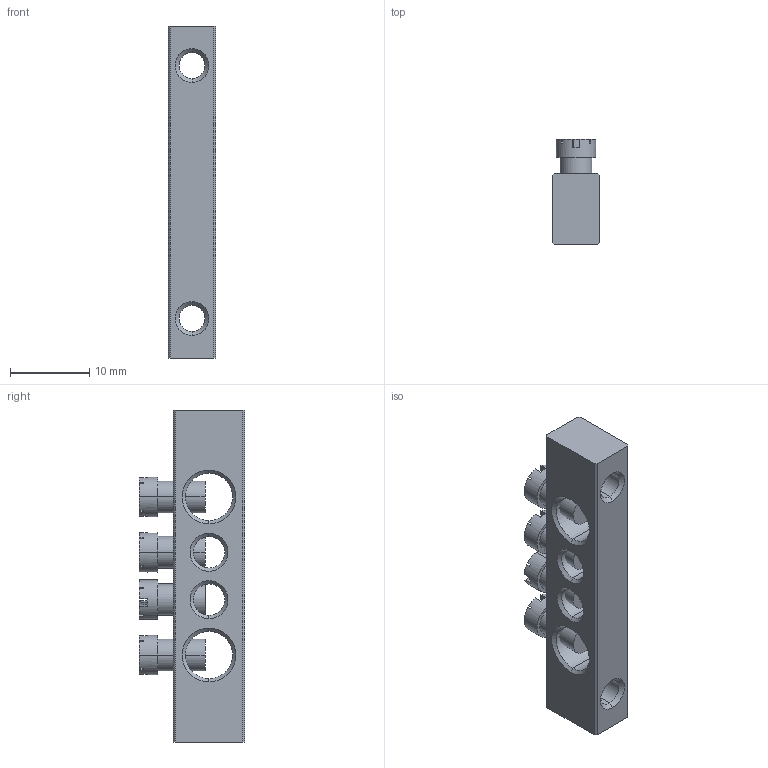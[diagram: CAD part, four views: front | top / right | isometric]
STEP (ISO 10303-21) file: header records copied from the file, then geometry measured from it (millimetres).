
FILE_DESCRIPTION (( 'STEP AP214' ), '1' );
FILE_NAME ('YNN11-04-100 Øèíà PEN çåìëÿ-íîëü 6õ9ìì 4_2 (4ãðóïïû_êðåï ïî êðàÿì) ÈÝÊ.STEP', '2016-08-24T13:28:07', ( 'user' ), ( '' ), 'SwSTEP 2.0', 'SolidWorks 2014', '' );
FILE_SCHEMA (( 'AUTOMOTIVE_DESIGN' ));
Length unit declared in the file: millimetre
Products named in the file (3): YNN11-04-100 Øèíà PEN çåìëÿ-íîëü 6õ9ìì 4_2 (4ãðóïïû_êðåï ïî êðàÿì) ÈÝÊ; Øèíà ÂõÍ n-2_6å9 4-2; Âèíò_Œ4
Assembly tree (5 placements, depth 2):
  YNN11-04-100 Øèíà PEN çåìëÿ-íîëü 6õ9ìì 4_2 (4ãðóïïû_êðåï ïî êðàÿì) ÈÝÊ
    Øèíà ÂõÍ n-2_6å9 4-2
    Âèíò_Œ4  x4
Bounding box: 6 x 13.3 x 42 mm (x, y, z)
Volume: 1962.6 mm3; surface area: 2358 mm2
Topology: 5 solids, 5 shells, 218 faces, 584 edges, 376 vertices
Faces by surface type: plane 134, cone 48, cylinder 36
Entity records: 3523 total; most frequent: CARTESIAN_POINT 799, DIRECTION 535, ORIENTED_EDGE 498, EDGE_CURVE 249, AXIS2_PLACEMENT_3D 203, VERTEX_POINT 157, VECTOR 129, LINE 129
